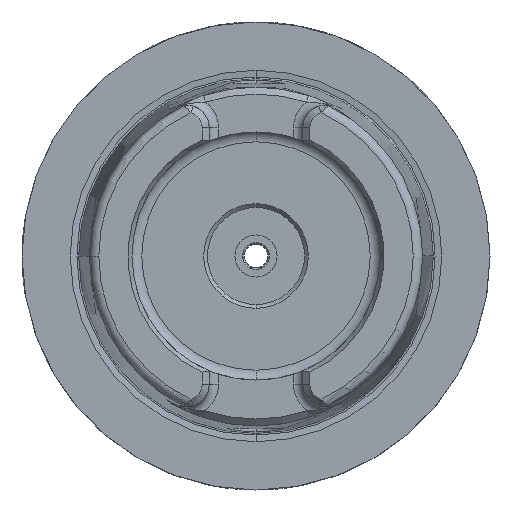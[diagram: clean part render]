
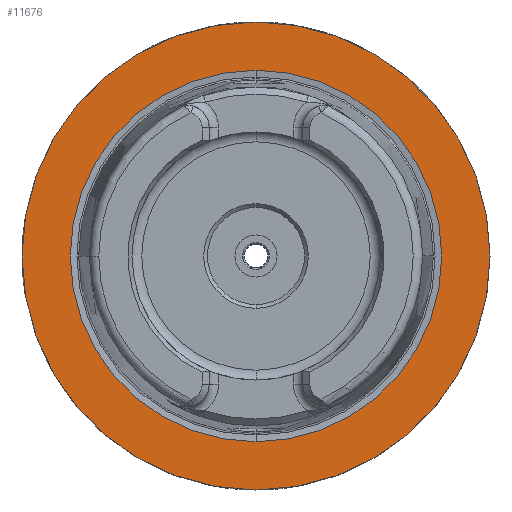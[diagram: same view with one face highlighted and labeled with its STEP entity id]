
A CAD part, left-side view. The second image highlights one B-rep face of the part: STEP entity #11676.
In plain terms, the highlighted planar face has unit normal (-1, 0, 0).
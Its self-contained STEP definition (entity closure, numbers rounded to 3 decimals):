
#498 = CIRCLE ( 'NONE', #12076, 50. ) ;
#1116 = FACE_BOUND ( 'NONE', #11062, .T. ) ;
#1426 = DIRECTION ( 'NONE',  ( -1., 0., 0. ) ) ;
#1458 = VERTEX_POINT ( 'NONE', #6565 ) ;
#1684 = EDGE_CURVE ( 'NONE', #2345, #5604, #6092, .T. ) ;
#1723 = EDGE_CURVE ( 'NONE', #4331, #1458, #8588, .T. ) ;
#1895 = AXIS2_PLACEMENT_3D ( 'NONE', #9155, #3503, #10165 ) ;
#1970 = EDGE_CURVE ( 'NONE', #5604, #2345, #498, .T. ) ;
#2152 = DIRECTION ( 'NONE',  ( -1., 0., 0. ) ) ;
#2345 = VERTEX_POINT ( 'NONE', #10167 ) ;
#2604 = ORIENTED_EDGE ( 'NONE', *, *, #1723, .F. ) ;
#2914 = CIRCLE ( 'NONE', #5631, 39.682 ) ;
#3413 = CARTESIAN_POINT ( 'NONE',  ( 0., 0., 0. ) ) ;
#3503 = DIRECTION ( 'NONE',  ( 1., 0., 0. ) ) ;
#3694 = FACE_OUTER_BOUND ( 'NONE', #6874, .T. ) ;
#4101 = ORIENTED_EDGE ( 'NONE', *, *, #4265, .F. ) ;
#4104 = CARTESIAN_POINT ( 'NONE',  ( 0., 0., 39.682 ) ) ;
#4265 = EDGE_CURVE ( 'NONE', #1458, #4331, #2914, .T. ) ;
#4331 = VERTEX_POINT ( 'NONE', #4104 ) ;
#4370 = DIRECTION ( 'NONE',  ( 0., 0., 1. ) ) ;
#5384 = DIRECTION ( 'NONE',  ( -1., 0., 0. ) ) ;
#5604 = VERTEX_POINT ( 'NONE', #10343 ) ;
#5631 = AXIS2_PLACEMENT_3D ( 'NONE', #7817, #2152, #8756 ) ;
#5858 = ORIENTED_EDGE ( 'NONE', *, *, #1684, .T. ) ;
#6092 = CIRCLE ( 'NONE', #10570, 50. ) ;
#6565 = CARTESIAN_POINT ( 'NONE',  ( 0., 0., -39.682 ) ) ;
#6874 = EDGE_LOOP ( 'NONE', ( #5858, #10283 ) ) ;
#7137 = CARTESIAN_POINT ( 'NONE',  ( 0., 0., 0. ) ) ;
#7817 = CARTESIAN_POINT ( 'NONE',  ( 0., 0., 0. ) ) ;
#8069 = DIRECTION ( 'NONE',  ( 0., 0., 1. ) ) ;
#8588 = CIRCLE ( 'NONE', #11981, 39.682 ) ;
#8756 = DIRECTION ( 'NONE',  ( 0., 0., 1. ) ) ;
#9155 = CARTESIAN_POINT ( 'NONE',  ( 0., 0., 0. ) ) ;
#10074 = DIRECTION ( 'NONE',  ( -1., 0., 0. ) ) ;
#10165 = DIRECTION ( 'NONE',  ( 0., 0., -1. ) ) ;
#10167 = CARTESIAN_POINT ( 'NONE',  ( 0., 0., 50. ) ) ;
#10283 = ORIENTED_EDGE ( 'NONE', *, *, #1970, .T. ) ;
#10343 = CARTESIAN_POINT ( 'NONE',  ( 0., 0., -50. ) ) ;
#10570 = AXIS2_PLACEMENT_3D ( 'NONE', #7137, #1426, #8069 ) ;
#11062 = EDGE_LOOP ( 'NONE', ( #2604, #4101 ) ) ;
#11118 = CARTESIAN_POINT ( 'NONE',  ( 0., 0., 0. ) ) ;
#11676 = ADVANCED_FACE ( 'NONE', ( #3694, #1116 ), #12050, .F. ) ;
#11981 = AXIS2_PLACEMENT_3D ( 'NONE', #3413, #10074, #4370 ) ;
#12050 = PLANE ( 'NONE',  #1895 ) ;
#12075 = DIRECTION ( 'NONE',  ( 0., 0., 1. ) ) ;
#12076 = AXIS2_PLACEMENT_3D ( 'NONE', #11118, #5384, #12075 ) ;
